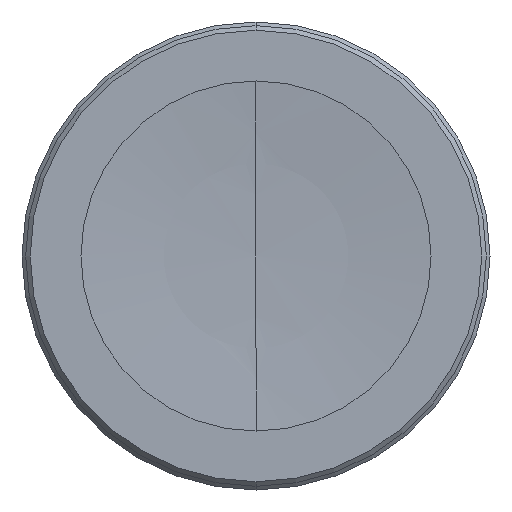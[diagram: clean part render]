
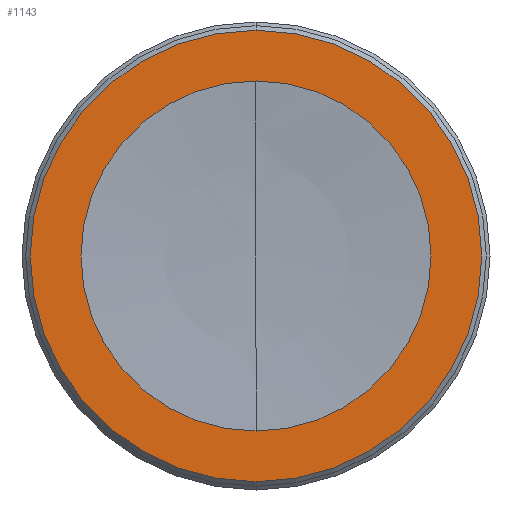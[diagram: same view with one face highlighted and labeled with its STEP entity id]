
A CAD part, front view. The second image highlights one B-rep face of the part: STEP entity #1143.
In plain terms, the highlighted planar face has unit normal (0, -1, 0).
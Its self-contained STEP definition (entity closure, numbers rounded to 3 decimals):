
#66 = CARTESIAN_POINT ( 'NONE',  ( -8.905, -22.499, 26.65 ) ) ;
#174 = CARTESIAN_POINT ( 'NONE',  ( -8.905, -22.499, 26.65 ) ) ;
#183 = CIRCLE ( 'NONE', #575, 19. ) ;
#235 = FACE_OUTER_BOUND ( 'NONE', #468, .T. ) ;
#292 = CIRCLE ( 'NONE', #1573, 24.5 ) ;
#295 = CARTESIAN_POINT ( 'NONE',  ( -8.905, -22.499, 45.65 ) ) ;
#301 = VERTEX_POINT ( 'NONE', #1583 ) ;
#306 = CARTESIAN_POINT ( 'NONE',  ( -8.905, -22.499, 26.65 ) ) ;
#351 = EDGE_CURVE ( 'NONE', #1223, #1568, #1504, .T. ) ;
#365 = DIRECTION ( 'NONE',  ( 0., -1., 0. ) ) ;
#415 = DIRECTION ( 'NONE',  ( 0., 0., -1. ) ) ;
#421 = EDGE_LOOP ( 'NONE', ( #428, #1409 ) ) ;
#428 = ORIENTED_EDGE ( 'NONE', *, *, #578, .F. ) ;
#439 = AXIS2_PLACEMENT_3D ( 'NONE', #624, #1562, #1016 ) ;
#465 = DIRECTION ( 'NONE',  ( 0., -1., 0. ) ) ;
#468 = EDGE_LOOP ( 'NONE', ( #1554, #1010 ) ) ;
#575 = AXIS2_PLACEMENT_3D ( 'NONE', #66, #465, #603 ) ;
#578 = EDGE_CURVE ( 'NONE', #301, #1382, #858, .T. ) ;
#603 = DIRECTION ( 'NONE',  ( 0., 0., -1. ) ) ;
#624 = CARTESIAN_POINT ( 'NONE',  ( 10.095, -22.499, 26.65 ) ) ;
#690 = AXIS2_PLACEMENT_3D ( 'NONE', #174, #822, #1353 ) ;
#809 = EDGE_CURVE ( 'NONE', #1382, #301, #183, .T. ) ;
#822 = DIRECTION ( 'NONE',  ( 0., -1., 0. ) ) ;
#844 = DIRECTION ( 'NONE',  ( 0., -1., 0. ) ) ;
#858 = CIRCLE ( 'NONE', #690, 19. ) ;
#872 = CARTESIAN_POINT ( 'NONE',  ( -8.905, -22.499, 26.65 ) ) ;
#898 = FACE_BOUND ( 'NONE', #421, .T. ) ;
#1010 = ORIENTED_EDGE ( 'NONE', *, *, #1430, .T. ) ;
#1016 = DIRECTION ( 'NONE',  ( 0., 0., -1. ) ) ;
#1123 = AXIS2_PLACEMENT_3D ( 'NONE', #872, #365, #1439 ) ;
#1143 = ADVANCED_FACE ( 'NONE', ( #235, #898 ), #1152, .T. ) ;
#1152 = PLANE ( 'NONE',  #439 ) ;
#1223 = VERTEX_POINT ( 'NONE', #1280 ) ;
#1280 = CARTESIAN_POINT ( 'NONE',  ( -8.905, -22.499, 51.15 ) ) ;
#1353 = DIRECTION ( 'NONE',  ( 0., 0., -1. ) ) ;
#1382 = VERTEX_POINT ( 'NONE', #295 ) ;
#1409 = ORIENTED_EDGE ( 'NONE', *, *, #809, .F. ) ;
#1430 = EDGE_CURVE ( 'NONE', #1568, #1223, #292, .T. ) ;
#1439 = DIRECTION ( 'NONE',  ( 0., 0., -1. ) ) ;
#1504 = CIRCLE ( 'NONE', #1123, 24.5 ) ;
#1527 = CARTESIAN_POINT ( 'NONE',  ( -8.905, -22.499, 2.15 ) ) ;
#1554 = ORIENTED_EDGE ( 'NONE', *, *, #351, .T. ) ;
#1562 = DIRECTION ( 'NONE',  ( 0., -1., 0. ) ) ;
#1568 = VERTEX_POINT ( 'NONE', #1527 ) ;
#1573 = AXIS2_PLACEMENT_3D ( 'NONE', #306, #844, #415 ) ;
#1583 = CARTESIAN_POINT ( 'NONE',  ( -8.905, -22.499, 7.65 ) ) ;
